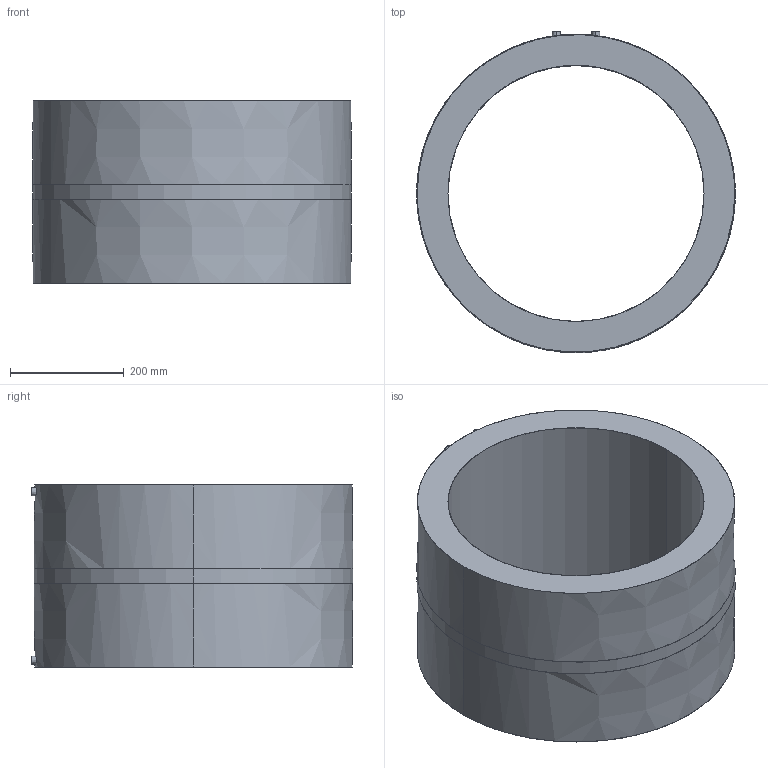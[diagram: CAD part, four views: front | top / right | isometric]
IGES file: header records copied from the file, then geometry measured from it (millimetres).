
Start section: SolidWorks IGES file using analytic representation for surfaces
Global section: file name: Ef Coupler SDR11_109 117 2160 0450.igs; native system: SolidWorks 2021; preprocessor: SolidWorks 2021; author: b.kav; date: 220610.142133; units: millimetre
Bounding box: 560 x 565 x 320 mm (x, y, z)
Surface area: 1188198.9 mm2 (no closed solid volume)
Topology: 0 solids, 0 shells, 34 faces, 1028 edges, 1028 vertices
Faces by surface type: revolution 20, bspline 14
